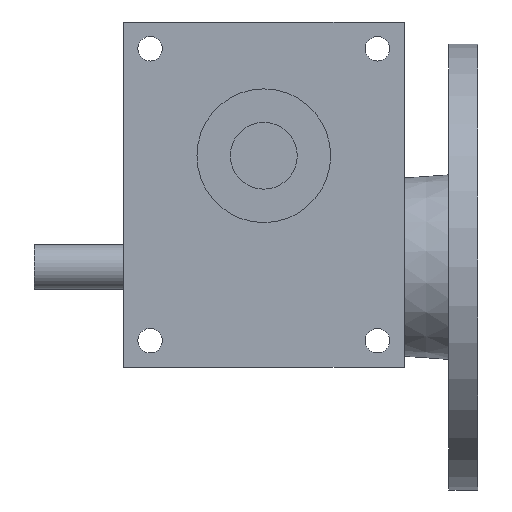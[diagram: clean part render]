
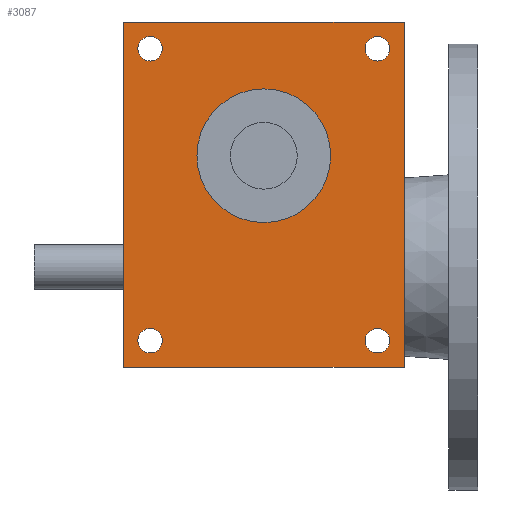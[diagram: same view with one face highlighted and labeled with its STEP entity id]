
A CAD part, front view. The second image highlights one B-rep face of the part: STEP entity #3087.
In plain terms, the highlighted planar face has unit normal (0, -1, 0).
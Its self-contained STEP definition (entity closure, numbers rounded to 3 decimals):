
#157=LINE('',#4658,#397);
#160=LINE('',#4674,#400);
#161=LINE('',#4676,#401);
#162=LINE('',#4678,#402);
#397=VECTOR('',#3805,1000.);
#400=VECTOR('',#3820,1000.);
#401=VECTOR('',#3821,1000.);
#402=VECTOR('',#3822,1000.);
#771=ORIENTED_EDGE('',*,*,#1455,.T.);
#772=ORIENTED_EDGE('',*,*,#1456,.T.);
#773=ORIENTED_EDGE('',*,*,#1457,.T.);
#774=ORIENTED_EDGE('',*,*,#1458,.T.);
#775=ORIENTED_EDGE('',*,*,#1459,.T.);
#776=ORIENTED_EDGE('',*,*,#1460,.T.);
#777=ORIENTED_EDGE('',*,*,#1461,.F.);
#778=ORIENTED_EDGE('',*,*,#1462,.F.);
#779=ORIENTED_EDGE('',*,*,#1452,.T.);
#1452=EDGE_CURVE('',#1824,#1823,#157,.T.);
#1455=EDGE_CURVE('',#1826,#1826,#2092,.T.);
#1456=EDGE_CURVE('',#1827,#1827,#2093,.T.);
#1457=EDGE_CURVE('',#1828,#1828,#2094,.T.);
#1458=EDGE_CURVE('',#1829,#1829,#2095,.T.);
#1459=EDGE_CURVE('',#1830,#1830,#2096,.T.);
#1460=EDGE_CURVE('',#1823,#1831,#160,.T.);
#1461=EDGE_CURVE('',#1832,#1831,#161,.T.);
#1462=EDGE_CURVE('',#1824,#1832,#162,.T.);
#1823=VERTEX_POINT('',#4657);
#1824=VERTEX_POINT('',#4659);
#1826=VERTEX_POINT('',#4665);
#1827=VERTEX_POINT('',#4667);
#1828=VERTEX_POINT('',#4669);
#1829=VERTEX_POINT('',#4671);
#1830=VERTEX_POINT('',#4673);
#1831=VERTEX_POINT('',#4675);
#1832=VERTEX_POINT('',#4677);
#2092=CIRCLE('',#3351,5.5);
#2093=CIRCLE('',#3352,5.5);
#2094=CIRCLE('',#3353,5.5);
#2095=CIRCLE('',#3354,5.5);
#2096=CIRCLE('',#3355,30.);
#2285=EDGE_LOOP('',(#771));
#2286=EDGE_LOOP('',(#772));
#2287=EDGE_LOOP('',(#773));
#2288=EDGE_LOOP('',(#774));
#2289=EDGE_LOOP('',(#775));
#2290=EDGE_LOOP('',(#776,#777,#778,#779));
#2564=FACE_BOUND('',#2285,.T.);
#2565=FACE_BOUND('',#2286,.T.);
#2566=FACE_BOUND('',#2287,.T.);
#2567=FACE_BOUND('',#2288,.T.);
#2568=FACE_BOUND('',#2289,.T.);
#2569=FACE_BOUND('',#2290,.T.);
#2751=PLANE('',#3350);
#3087=ADVANCED_FACE('',(#2564,#2565,#2566,#2567,#2568,#2569),#2751,.F.);
#3350=AXIS2_PLACEMENT_3D('',#4663,#3808,#3809);
#3351=AXIS2_PLACEMENT_3D('',#4664,#3810,#3811);
#3352=AXIS2_PLACEMENT_3D('',#4666,#3812,#3813);
#3353=AXIS2_PLACEMENT_3D('',#4668,#3814,#3815);
#3354=AXIS2_PLACEMENT_3D('',#4670,#3816,#3817);
#3355=AXIS2_PLACEMENT_3D('',#4672,#3818,#3819);
#3805=DIRECTION('',(0.,0.,-1.));
#3808=DIRECTION('',(0.,1.,0.));
#3809=DIRECTION('',(0.,0.,1.));
#3810=DIRECTION('',(0.,1.,0.));
#3811=DIRECTION('',(1.,0.,0.));
#3812=DIRECTION('',(0.,1.,0.));
#3813=DIRECTION('',(1.,0.,0.));
#3814=DIRECTION('',(0.,1.,0.));
#3815=DIRECTION('',(1.,0.,0.));
#3816=DIRECTION('',(0.,1.,0.));
#3817=DIRECTION('',(1.,0.,0.));
#3818=DIRECTION('',(0.,1.,0.));
#3819=DIRECTION('',(1.,0.,0.));
#3820=DIRECTION('',(1.,0.,0.));
#3821=DIRECTION('',(0.,0.,-1.));
#3822=DIRECTION('',(1.,0.,0.));
#4657=CARTESIAN_POINT('',(-63.,-45.,-77.5));
#4658=CARTESIAN_POINT('',(-63.,-45.,77.5));
#4659=CARTESIAN_POINT('',(-63.,-45.,77.5));
#4663=CARTESIAN_POINT('',(-63.,-45.,77.5));
#4664=CARTESIAN_POINT('',(51.,-45.,65.5));
#4665=CARTESIAN_POINT('',(56.5,-45.,65.5));
#4666=CARTESIAN_POINT('',(-51.,-45.,65.5));
#4667=CARTESIAN_POINT('',(-45.5,-45.,65.5));
#4668=CARTESIAN_POINT('',(-51.,-45.,-65.5));
#4669=CARTESIAN_POINT('',(-45.5,-45.,-65.5));
#4670=CARTESIAN_POINT('',(51.,-45.,-65.5));
#4671=CARTESIAN_POINT('',(56.5,-45.,-65.5));
#4672=CARTESIAN_POINT('',(0.,-45.,17.5));
#4673=CARTESIAN_POINT('',(30.,-45.,17.5));
#4674=CARTESIAN_POINT('',(-63.,-45.,-77.5));
#4675=CARTESIAN_POINT('',(63.,-45.,-77.5));
#4676=CARTESIAN_POINT('',(63.,-45.,77.5));
#4677=CARTESIAN_POINT('',(63.,-45.,77.5));
#4678=CARTESIAN_POINT('',(-63.,-45.,77.5));
